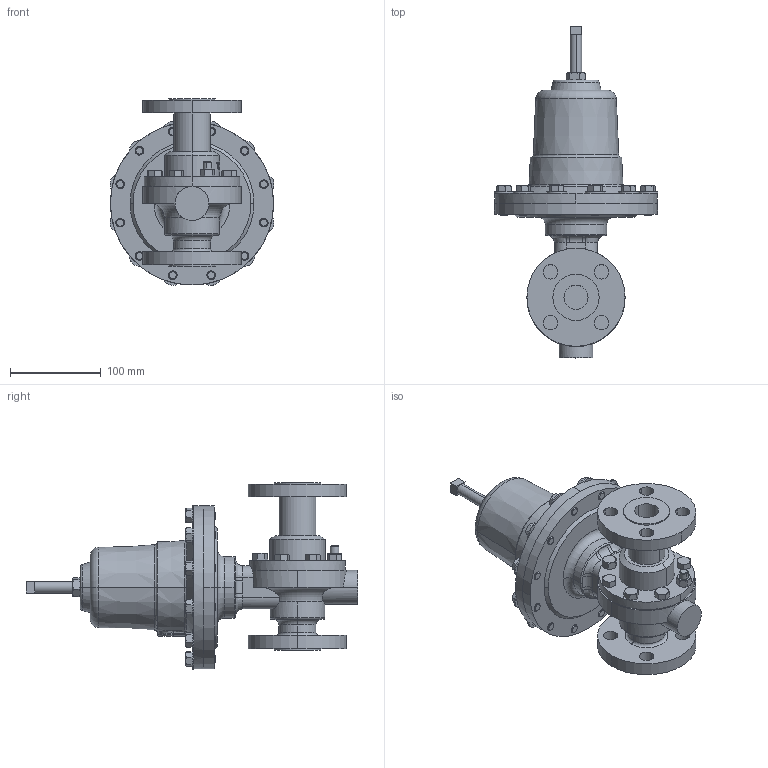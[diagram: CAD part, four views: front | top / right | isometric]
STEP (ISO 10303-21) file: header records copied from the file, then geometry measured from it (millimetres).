
FILE_DESCRIPTION (( 'STEP AP203' ), '1' );
FILE_NAME ('60-100-CS+S6-I5.STEP', '2017-07-20T14:04:09', ( '' ), ( '' ), 'SwSTEP 2.0', 'SolidWorks 2014', '' );
FILE_SCHEMA (( 'CONFIG_CONTROL_DESIGN' ));
Length unit declared in the file: inch
Products named in the file (2): 60-100-CS+S6-I5
Bounding box: 180.14 x 365 x 205.22 mm (x, y, z)
Volume: 2386190.8 mm3; surface area: 213782.8 mm2
Topology: 1 solids, 1 shells, 670 faces, 1567 edges, 967 vertices
Faces by surface type: plane 253, cone 183, cylinder 105, bspline 102, torus 25, sphere 2
Entity records: 33212 total; most frequent: CARTESIAN_POINT 18653, ORIENTED_EDGE 3134, DIRECTION 2728, EDGE_CURVE 1567, AXIS2_PLACEMENT_3D 1098, VERTEX_POINT 967, EDGE_LOOP 746, FACE_OUTER_BOUND 670
